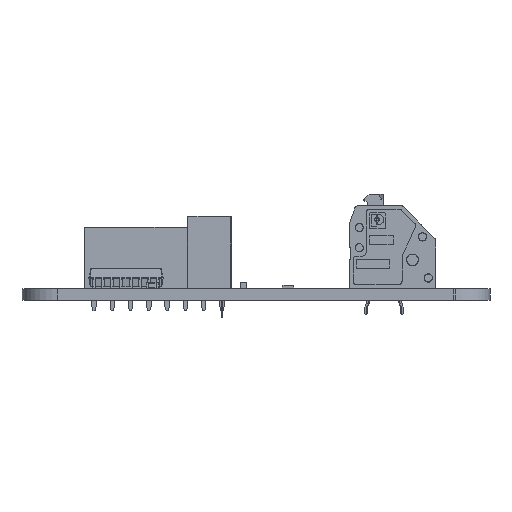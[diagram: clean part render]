
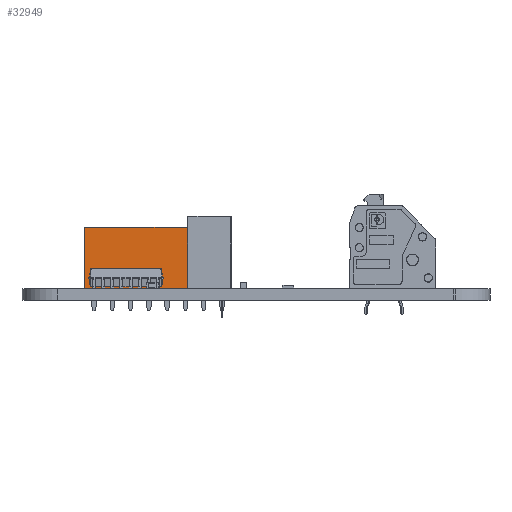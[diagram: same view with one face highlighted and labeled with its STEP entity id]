
A CAD part, left-side view. The second image highlights one B-rep face of the part: STEP entity #32949.
In plain terms, the highlighted planar face has unit normal (-1, 0, 0).
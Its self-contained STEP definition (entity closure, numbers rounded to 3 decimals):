
#31126 = VERTEX_POINT('',#31127);
#31127 = CARTESIAN_POINT('',(-3.81,-19.05,0.));
#31135 = EDGE_CURVE('',#31126,#31136,#31138,.T.);
#31136 = VERTEX_POINT('',#31137);
#31137 = CARTESIAN_POINT('',(-3.81,-19.05,8.5));
#31138 = LINE('',#31139,#31140);
#31139 = CARTESIAN_POINT('',(-3.81,-19.05,0.));
#31140 = VECTOR('',#31141,1.);
#31141 = DIRECTION('',(0.,0.,1.));
#31198 = VERTEX_POINT('',#31199);
#31199 = CARTESIAN_POINT('',(-3.81,1.27,8.5));
#31205 = EDGE_CURVE('',#31206,#31198,#31208,.T.);
#31206 = VERTEX_POINT('',#31207);
#31207 = CARTESIAN_POINT('',(-3.81,1.27,0.));
#31208 = LINE('',#31209,#31210);
#31209 = CARTESIAN_POINT('',(-3.81,1.27,0.));
#31210 = VECTOR('',#31211,1.);
#31211 = DIRECTION('',(0.,0.,1.));
#31270 = EDGE_CURVE('',#31198,#31136,#31271,.T.);
#31271 = LINE('',#31272,#31273);
#31272 = CARTESIAN_POINT('',(-3.81,1.27,8.5));
#31273 = VECTOR('',#31274,1.);
#31274 = DIRECTION('',(0.,-1.,0.));
#31837 = EDGE_CURVE('',#31206,#31126,#31838,.T.);
#31838 = LINE('',#31839,#31840);
#31839 = CARTESIAN_POINT('',(-3.81,1.27,0.));
#31840 = VECTOR('',#31841,1.);
#31841 = DIRECTION('',(0.,-1.,0.));
#32949 = ADVANCED_FACE('',(#32950),#32956,.F.);
#32950 = FACE_BOUND('',#32951,.F.);
#32951 = EDGE_LOOP('',(#32952,#32953,#32954,#32955));
#32952 = ORIENTED_EDGE('',*,*,#31205,.T.);
#32953 = ORIENTED_EDGE('',*,*,#31270,.T.);
#32954 = ORIENTED_EDGE('',*,*,#31135,.F.);
#32955 = ORIENTED_EDGE('',*,*,#31837,.F.);
#32956 = PLANE('',#32957);
#32957 = AXIS2_PLACEMENT_3D('',#32958,#32959,#32960);
#32958 = CARTESIAN_POINT('',(-3.81,1.27,0.));
#32959 = DIRECTION('',(1.,0.,0.));
#32960 = DIRECTION('',(0.,-1.,0.));
